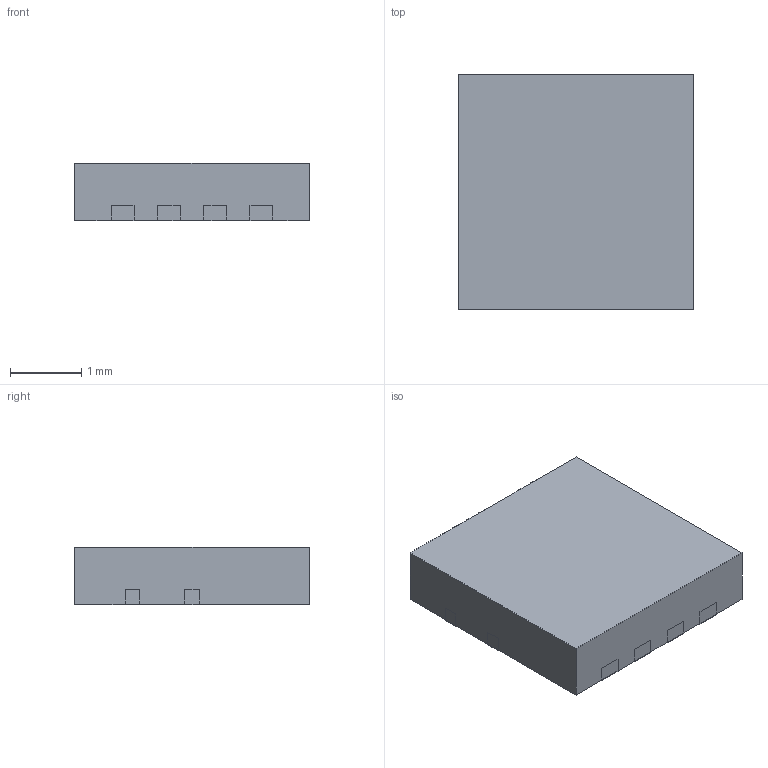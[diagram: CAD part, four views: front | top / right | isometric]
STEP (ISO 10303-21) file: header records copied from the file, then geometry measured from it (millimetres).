
FILE_DESCRIPTION(/* description */ ('Unknown'),/* implementation_level */ '2;1');
FILE_NAME(/* name */ 'PD3333-8L',/* time_stamp */ '2018-01-30T10:35:21+08:00',/* author */ ('Unknown'),/* organization */ ('Unknown'),/* preprocessor_version */ 'ST-DEVELOPER v16.7',/* originating_system */ 'DEX',/* authorisation */ $);
FILE_SCHEMA (('AUTOMOTIVE_DESIGN {1 0 10303 214 3 1 1}'));
Length unit declared in the file: millimetre
Products named in the file (4): PD3333-8L; CPD; LDF; Plating
Assembly tree (3 placements, depth 2):
  PD3333-8L
    CPD
    LDF
    Plating
Bounding box: 3.3 x 3.3 x 0.81 mm (x, y, z)
Volume: 8.8 mm3; surface area: 59.8 mm2
Topology: 11 solids, 11 shells, 194 faces, 516 edges, 344 vertices
Faces by surface type: plane 170, cylinder 24
Entity records: 6518 total; most frequent: CARTESIAN_POINT 1058, ORIENTED_EDGE 1032, DIRECTION 960, EDGE_CURVE 516, LINE 468, VECTOR 468, VERTEX_POINT 344, AXIS2_PLACEMENT_3D 246
